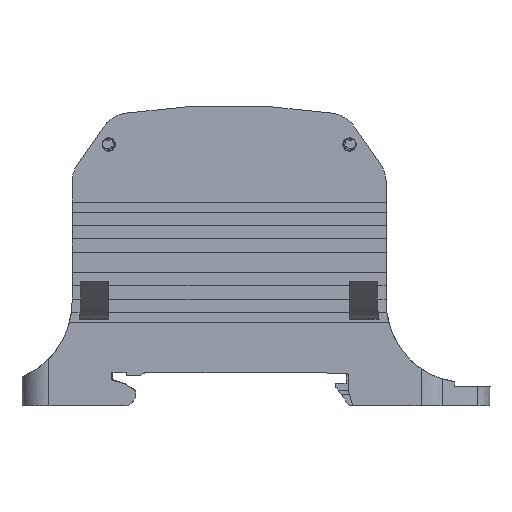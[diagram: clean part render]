
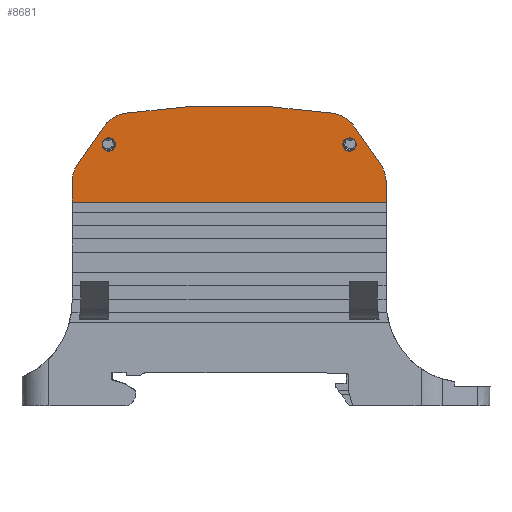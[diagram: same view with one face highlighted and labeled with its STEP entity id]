
A CAD part, left-side view. The second image highlights one B-rep face of the part: STEP entity #8681.
In plain terms, the highlighted planar face has unit normal (-1, 0, 0).
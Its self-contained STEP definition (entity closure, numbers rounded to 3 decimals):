
#3995=AXIS2_PLACEMENT_3D('Plane Axis2P3D',#3992,#3993,#3994) ;
#8527=AXIS2_PLACEMENT_3D('Circle Axis2P3D',#8525,#8526,$) ;
#8553=AXIS2_PLACEMENT_3D('Circle Axis2P3D',#8551,#8552,$) ;
#8560=AXIS2_PLACEMENT_3D('Circle Axis2P3D',#8558,#8559,$) ;
#8567=AXIS2_PLACEMENT_3D('Circle Axis2P3D',#8565,#8566,$) ;
#8581=AXIS2_PLACEMENT_3D('Circle Axis2P3D',#8579,#8580,$) ;
#8605=AXIS2_PLACEMENT_3D('Circle Axis2P3D',#8603,#8604,$) ;
#8614=AXIS2_PLACEMENT_3D('Circle Axis2P3D',#8612,#8613,$) ;
#3827=CARTESIAN_POINT('Vertex',(0.,15.525,33.424)) ;
#3830=CARTESIAN_POINT('Line Origine',(0.,15.525,31.962)) ;
#3834=CARTESIAN_POINT('Vertex',(0.,15.525,30.5)) ;
#3992=CARTESIAN_POINT('Axis2P3D Location',(0.,11.525,13.)) ;
#8522=CARTESIAN_POINT('Vertex',(0.,16.429,36.291)) ;
#8525=CARTESIAN_POINT('Axis2P3D Location',(0.,20.525,33.424)) ;
#8537=CARTESIAN_POINT('Line Origine',(0.,39.025,30.5)) ;
#8541=CARTESIAN_POINT('Vertex',(0.,62.525,30.5)) ;
#8544=CARTESIAN_POINT('Line Origine',(0.,18.332,39.008)) ;
#8548=CARTESIAN_POINT('Vertex',(0.,20.234,41.724)) ;
#8551=CARTESIAN_POINT('Axis2P3D Location',(0.,24.329,38.856)) ;
#8555=CARTESIAN_POINT('Vertex',(0.,23.556,43.796)) ;
#8558=CARTESIAN_POINT('Axis2P3D Location',(0.,39.025,-55.)) ;
#8562=CARTESIAN_POINT('Vertex',(0.,54.495,43.796)) ;
#8565=CARTESIAN_POINT('Axis2P3D Location',(0.,53.721,38.856)) ;
#8569=CARTESIAN_POINT('Vertex',(0.,57.817,41.724)) ;
#8572=CARTESIAN_POINT('Line Origine',(0.,59.719,39.008)) ;
#8576=CARTESIAN_POINT('Vertex',(0.,61.621,36.291)) ;
#8579=CARTESIAN_POINT('Axis2P3D Location',(0.,57.525,33.424)) ;
#8583=CARTESIAN_POINT('Vertex',(0.,62.525,33.424)) ;
#8586=CARTESIAN_POINT('Line Origine',(0.,62.525,31.962)) ;
#8603=CARTESIAN_POINT('Axis2P3D Location',(0.,57.025,39.1)) ;
#8607=CARTESIAN_POINT('Vertex',(0.,56.025,39.1)) ;
#8609=CARTESIAN_POINT('Vertex',(0.,58.025,39.1)) ;
#8612=CARTESIAN_POINT('Axis2P3D Location',(0.,57.025,39.1)) ;
#8622=CARTESIAN_POINT('Control Point',(0.,20.025,39.1)) ;
#8623=CARTESIAN_POINT('Control Point',(0.,20.025,39.198)) ;
#8624=CARTESIAN_POINT('Control Point',(0.,20.037,39.296)) ;
#8625=CARTESIAN_POINT('Control Point',(0.,20.061,39.392)) ;
#8626=CARTESIAN_POINT('Control Point',(0.,20.132,39.576)) ;
#8627=CARTESIAN_POINT('Control Point',(0.,20.246,39.738)) ;
#8628=CARTESIAN_POINT('Control Point',(0.,20.312,39.811)) ;
#8629=CARTESIAN_POINT('Control Point',(0.,20.461,39.94)) ;
#8630=CARTESIAN_POINT('Control Point',(0.,20.637,40.03)) ;
#8631=CARTESIAN_POINT('Control Point',(0.,20.731,40.063)) ;
#8632=CARTESIAN_POINT('Control Point',(0.,20.923,40.107)) ;
#8633=CARTESIAN_POINT('Control Point',(0.,21.12,40.103)) ;
#8634=CARTESIAN_POINT('Control Point',(0.,21.218,40.089)) ;
#8635=CARTESIAN_POINT('Control Point',(0.,21.409,40.036)) ;
#8636=CARTESIAN_POINT('Control Point',(0.,21.581,39.94)) ;
#8637=CARTESIAN_POINT('Control Point',(0.,21.661,39.881)) ;
#8638=CARTESIAN_POINT('Control Point',(0.,21.804,39.746)) ;
#8639=CARTESIAN_POINT('Control Point',(0.,21.911,39.58)) ;
#8640=CARTESIAN_POINT('Control Point',(0.,21.954,39.49)) ;
#8641=CARTESIAN_POINT('Control Point',(0.,21.998,39.358)) ;
#8642=CARTESIAN_POINT('Control Point',(0.,22.019,39.221)) ;
#8643=CARTESIAN_POINT('Control Point',(0.,22.023,39.181)) ;
#8644=CARTESIAN_POINT('Control Point',(0.,22.025,39.14)) ;
#8645=CARTESIAN_POINT('Control Point',(0.,22.025,39.1)) ;
#8646=CARTESIAN_POINT('Vertex',(0.,20.025,39.1)) ;
#8648=CARTESIAN_POINT('Vertex',(0.,22.025,39.1)) ;
#8652=CARTESIAN_POINT('Control Point',(0.,22.025,39.1)) ;
#8653=CARTESIAN_POINT('Control Point',(0.,22.025,39.002)) ;
#8654=CARTESIAN_POINT('Control Point',(0.,22.013,38.904)) ;
#8655=CARTESIAN_POINT('Control Point',(0.,21.989,38.808)) ;
#8656=CARTESIAN_POINT('Control Point',(0.,21.918,38.624)) ;
#8657=CARTESIAN_POINT('Control Point',(0.,21.805,38.462)) ;
#8658=CARTESIAN_POINT('Control Point',(0.,21.738,38.389)) ;
#8659=CARTESIAN_POINT('Control Point',(0.,21.589,38.26)) ;
#8660=CARTESIAN_POINT('Control Point',(0.,21.413,38.17)) ;
#8661=CARTESIAN_POINT('Control Point',(0.,21.32,38.137)) ;
#8662=CARTESIAN_POINT('Control Point',(0.,21.127,38.093)) ;
#8663=CARTESIAN_POINT('Control Point',(0.,20.93,38.097)) ;
#8664=CARTESIAN_POINT('Control Point',(0.,20.832,38.111)) ;
#8665=CARTESIAN_POINT('Control Point',(0.,20.642,38.164)) ;
#8666=CARTESIAN_POINT('Control Point',(0.,20.469,38.26)) ;
#8667=CARTESIAN_POINT('Control Point',(0.,20.39,38.319)) ;
#8668=CARTESIAN_POINT('Control Point',(0.,20.246,38.454)) ;
#8669=CARTESIAN_POINT('Control Point',(0.,20.139,38.62)) ;
#8670=CARTESIAN_POINT('Control Point',(0.,20.097,38.71)) ;
#8671=CARTESIAN_POINT('Control Point',(0.,20.052,38.842)) ;
#8672=CARTESIAN_POINT('Control Point',(0.,20.031,38.979)) ;
#8673=CARTESIAN_POINT('Control Point',(0.,20.027,39.019)) ;
#8674=CARTESIAN_POINT('Control Point',(0.,20.025,39.06)) ;
#8675=CARTESIAN_POINT('Control Point',(0.,20.025,39.1)) ;
#3831=DIRECTION('Vector Direction',(0.,0.,1.)) ;
#3993=DIRECTION('Axis2P3D Direction',(1.,0.,0.)) ;
#3994=DIRECTION('Axis2P3D XDirection',(0.,1.,0.)) ;
#8526=DIRECTION('Axis2P3D Direction',(1.,0.,0.)) ;
#8538=DIRECTION('Vector Direction',(0.,1.,0.)) ;
#8545=DIRECTION('Vector Direction',(0.,0.574,0.819)) ;
#8552=DIRECTION('Axis2P3D Direction',(1.,0.,0.)) ;
#8559=DIRECTION('Axis2P3D Direction',(1.,0.,0.)) ;
#8566=DIRECTION('Axis2P3D Direction',(1.,0.,0.)) ;
#8573=DIRECTION('Vector Direction',(0.,-0.574,0.819)) ;
#8580=DIRECTION('Axis2P3D Direction',(1.,0.,0.)) ;
#8587=DIRECTION('Vector Direction',(0.,0.,1.)) ;
#8604=DIRECTION('Axis2P3D Direction',(1.,0.,0.)) ;
#8613=DIRECTION('Axis2P3D Direction',(1.,0.,0.)) ;
#3832=VECTOR('Line Direction',#3831,1.) ;
#8539=VECTOR('Line Direction',#8538,1.) ;
#8546=VECTOR('Line Direction',#8545,1.) ;
#8574=VECTOR('Line Direction',#8573,1.) ;
#8588=VECTOR('Line Direction',#8587,1.) ;
#8592=ORIENTED_EDGE('',*,*,#8543,.F.) ;
#8593=ORIENTED_EDGE('',*,*,#3836,.T.) ;
#8594=ORIENTED_EDGE('',*,*,#8529,.F.) ;
#8595=ORIENTED_EDGE('',*,*,#8550,.T.) ;
#8596=ORIENTED_EDGE('',*,*,#8557,.F.) ;
#8597=ORIENTED_EDGE('',*,*,#8564,.F.) ;
#8598=ORIENTED_EDGE('',*,*,#8571,.F.) ;
#8599=ORIENTED_EDGE('',*,*,#8578,.F.) ;
#8600=ORIENTED_EDGE('',*,*,#8585,.F.) ;
#8601=ORIENTED_EDGE('',*,*,#8590,.F.) ;
#8618=ORIENTED_EDGE('',*,*,#8611,.T.) ;
#8619=ORIENTED_EDGE('',*,*,#8616,.T.) ;
#8678=ORIENTED_EDGE('',*,*,#8650,.F.) ;
#8679=ORIENTED_EDGE('',*,*,#8676,.F.) ;
#8620=FACE_BOUND('',#8617,.T.) ;
#8680=FACE_BOUND('',#8677,.T.) ;
#8681=ADVANCED_FACE('MLD',(#8602,#8620,#8680),#3996,.F.) ;
#8621=B_SPLINE_CURVE_WITH_KNOTS('',5,(#8622,#8623,#8624,#8625,#8626,#8627,#8628,#8629,#8630,#8631,#8632,#8633,#8634,#8635,#8636,#8637,#8638,#8639,#8640,#8641,#8642,#8643,#8644,#8645),.UNSPECIFIED.,.F.,.U.,(6,3,3,3,3,3,3,6),(0.,0.694,1.389,2.083,2.778,3.472,4.167,4.453),.UNSPECIFIED.) ;
#8651=B_SPLINE_CURVE_WITH_KNOTS('',5,(#8652,#8653,#8654,#8655,#8656,#8657,#8658,#8659,#8660,#8661,#8662,#8663,#8664,#8665,#8666,#8667,#8668,#8669,#8670,#8671,#8672,#8673,#8674,#8675),.UNSPECIFIED.,.F.,.U.,(6,3,3,3,3,3,3,6),(0.,0.694,1.389,2.083,2.778,3.472,4.167,4.453),.UNSPECIFIED.) ;
#8528=CIRCLE('generated circle',#8527,5.) ;
#8554=CIRCLE('generated circle',#8553,5.) ;
#8561=CIRCLE('generated circle',#8560,100.) ;
#8568=CIRCLE('generated circle',#8567,5.) ;
#8582=CIRCLE('generated circle',#8581,5.) ;
#8606=CIRCLE('generated circle',#8605,1.) ;
#8615=CIRCLE('generated circle',#8614,1.) ;
#3836=EDGE_CURVE('',#3835,#3828,#3833,.T.) ;
#8529=EDGE_CURVE('',#8523,#3828,#8528,.T.) ;
#8543=EDGE_CURVE('',#3835,#8542,#8540,.T.) ;
#8550=EDGE_CURVE('',#8523,#8549,#8547,.T.) ;
#8557=EDGE_CURVE('',#8556,#8549,#8554,.T.) ;
#8564=EDGE_CURVE('',#8563,#8556,#8561,.T.) ;
#8571=EDGE_CURVE('',#8570,#8563,#8568,.T.) ;
#8578=EDGE_CURVE('',#8577,#8570,#8575,.T.) ;
#8585=EDGE_CURVE('',#8584,#8577,#8582,.T.) ;
#8590=EDGE_CURVE('',#8542,#8584,#8589,.T.) ;
#8611=EDGE_CURVE('',#8608,#8610,#8606,.T.) ;
#8616=EDGE_CURVE('',#8610,#8608,#8615,.T.) ;
#8650=EDGE_CURVE('',#8647,#8649,#8621,.T.) ;
#8676=EDGE_CURVE('',#8649,#8647,#8651,.T.) ;
#8591=EDGE_LOOP('',(#8592,#8593,#8594,#8595,#8596,#8597,#8598,#8599,#8600,#8601)) ;
#8617=EDGE_LOOP('',(#8618,#8619)) ;
#8677=EDGE_LOOP('',(#8678,#8679)) ;
#8602=FACE_OUTER_BOUND('',#8591,.T.) ;
#3833=LINE('Line',#3830,#3832) ;
#8540=LINE('Line',#8537,#8539) ;
#8547=LINE('Line',#8544,#8546) ;
#8575=LINE('Line',#8572,#8574) ;
#8589=LINE('Line',#8586,#8588) ;
#3996=PLANE('',#3995) ;
#3828=VERTEX_POINT('',#3827) ;
#3835=VERTEX_POINT('',#3834) ;
#8523=VERTEX_POINT('',#8522) ;
#8542=VERTEX_POINT('',#8541) ;
#8549=VERTEX_POINT('',#8548) ;
#8556=VERTEX_POINT('',#8555) ;
#8563=VERTEX_POINT('',#8562) ;
#8570=VERTEX_POINT('',#8569) ;
#8577=VERTEX_POINT('',#8576) ;
#8584=VERTEX_POINT('',#8583) ;
#8608=VERTEX_POINT('',#8607) ;
#8610=VERTEX_POINT('',#8609) ;
#8647=VERTEX_POINT('',#8646) ;
#8649=VERTEX_POINT('',#8648) ;
